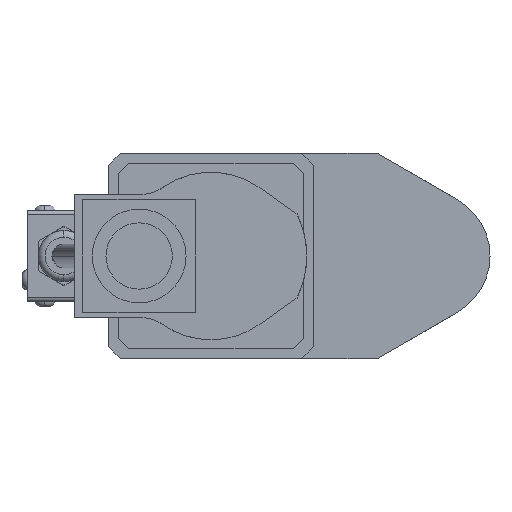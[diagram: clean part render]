
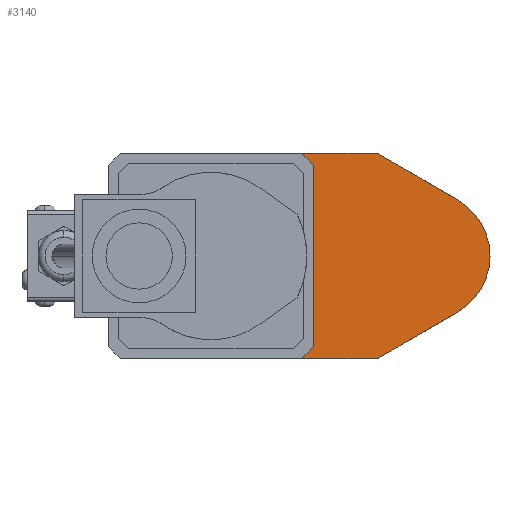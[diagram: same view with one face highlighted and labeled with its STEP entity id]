
A CAD part, left-side view. The second image highlights one B-rep face of the part: STEP entity #3140.
In plain terms, the highlighted planar face has unit normal (-1, 0, 0).
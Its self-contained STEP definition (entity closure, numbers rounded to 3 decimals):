
#33 = VECTOR ( 'NONE', #6301, 1000. ) ;
#315 = DIRECTION ( 'NONE',  ( 0., 0., 1. ) ) ;
#331 = EDGE_CURVE ( 'NONE', #11508, #626, #13149, .T. ) ;
#626 = VERTEX_POINT ( 'NONE', #10953 ) ;
#683 = ORIENTED_EDGE ( 'NONE', *, *, #12903, .T. ) ;
#711 = CARTESIAN_POINT ( 'NONE',  ( -163., 36.1, 30. ) ) ;
#755 = EDGE_CURVE ( 'NONE', #13271, #6435, #1071, .T. ) ;
#1071 = LINE ( 'NONE', #13123, #5269 ) ;
#1245 = EDGE_CURVE ( 'NONE', #12467, #11508, #11358, .T. ) ;
#1569 = LINE ( 'NONE', #12250, #3448 ) ;
#1604 = CARTESIAN_POINT ( 'NONE',  ( -163., 32.6, -26.5 ) ) ;
#1706 = DIRECTION ( 'NONE',  ( -1., 0., 0. ) ) ;
#2085 = LINE ( 'NONE', #711, #11814 ) ;
#2651 = EDGE_CURVE ( 'NONE', #6435, #11624, #2085, .T. ) ;
#2924 = VERTEX_POINT ( 'NONE', #7492 ) ;
#3080 = CARTESIAN_POINT ( 'NONE',  ( -163., 0., 0. ) ) ;
#3140 = ADVANCED_FACE ( 'NONE', ( #3404 ), #9194, .T. ) ;
#3404 = FACE_OUTER_BOUND ( 'NONE', #7892, .T. ) ;
#3448 = VECTOR ( 'NONE', #10876, 1000. ) ;
#3608 = ORIENTED_EDGE ( 'NONE', *, *, #2651, .T. ) ;
#3939 = EDGE_CURVE ( 'NONE', #4746, #13271, #9085, .T. ) ;
#4082 = AXIS2_PLACEMENT_3D ( 'NONE', #7827, #6422, #5046 ) ;
#4091 = CARTESIAN_POINT ( 'NONE',  ( -163., 36.1, 30. ) ) ;
#4193 = ORIENTED_EDGE ( 'NONE', *, *, #331, .T. ) ;
#4609 = ORIENTED_EDGE ( 'NONE', *, *, #755, .T. ) ;
#4746 = VERTEX_POINT ( 'NONE', #9435 ) ;
#5046 = DIRECTION ( 'NONE',  ( 0., 0., 1. ) ) ;
#5269 = VECTOR ( 'NONE', #11755, 1000. ) ;
#5754 = EDGE_CURVE ( 'NONE', #12467, #11624, #1569, .T. ) ;
#5761 = CARTESIAN_POINT ( 'NONE',  ( -163., 13.962, 30. ) ) ;
#6301 = DIRECTION ( 'NONE',  ( 0., 0.866, 0.5 ) ) ;
#6422 = DIRECTION ( 'NONE',  ( -1., 0., 0. ) ) ;
#6435 = VERTEX_POINT ( 'NONE', #4091 ) ;
#7492 = CARTESIAN_POINT ( 'NONE',  ( -163., -9.5, -16.454 ) ) ;
#7705 = CARTESIAN_POINT ( 'NONE',  ( -163., -9.5, 16.454 ) ) ;
#7827 = CARTESIAN_POINT ( 'NONE',  ( -163., 0., 0. ) ) ;
#7892 = EDGE_LOOP ( 'NONE', ( #10585, #13202, #4193, #683, #12136, #8188, #4609, #3608 ) ) ;
#8146 = DIRECTION ( 'NONE',  ( 0., -0.866, 0.5 ) ) ;
#8168 = VECTOR ( 'NONE', #10402, 1000. ) ;
#8188 = ORIENTED_EDGE ( 'NONE', *, *, #3939, .T. ) ;
#8607 = DIRECTION ( 'NONE',  ( 0., 0.707, -0.707 ) ) ;
#9085 = LINE ( 'NONE', #7705, #33 ) ;
#9194 = PLANE ( 'NONE',  #4082 ) ;
#9218 = EDGE_CURVE ( 'NONE', #2924, #4746, #9620, .T. ) ;
#9435 = CARTESIAN_POINT ( 'NONE',  ( -163., -9.5, 16.454 ) ) ;
#9504 = CARTESIAN_POINT ( 'NONE',  ( -163., 13.962, -30. ) ) ;
#9620 = CIRCLE ( 'NONE', #11915, 19. ) ;
#9990 = CARTESIAN_POINT ( 'NONE',  ( -163., 32.6, -26.5 ) ) ;
#10402 = DIRECTION ( 'NONE',  ( 0., -1., 0. ) ) ;
#10488 = CARTESIAN_POINT ( 'NONE',  ( -163., 32.6, 26.5 ) ) ;
#10585 = ORIENTED_EDGE ( 'NONE', *, *, #5754, .F. ) ;
#10876 = DIRECTION ( 'NONE',  ( 0., 0., 1. ) ) ;
#10916 = VECTOR ( 'NONE', #8607, 1000. ) ;
#10953 = CARTESIAN_POINT ( 'NONE',  ( -163., 13.962, -30. ) ) ;
#11358 = LINE ( 'NONE', #9990, #10916 ) ;
#11372 = VECTOR ( 'NONE', #8146, 1000. ) ;
#11508 = VERTEX_POINT ( 'NONE', #13092 ) ;
#11624 = VERTEX_POINT ( 'NONE', #10488 ) ;
#11755 = DIRECTION ( 'NONE',  ( 0., 1., 0. ) ) ;
#11783 = CARTESIAN_POINT ( 'NONE',  ( -163., 92.6, -30. ) ) ;
#11814 = VECTOR ( 'NONE', #12762, 1000. ) ;
#11915 = AXIS2_PLACEMENT_3D ( 'NONE', #3080, #1706, #315 ) ;
#12136 = ORIENTED_EDGE ( 'NONE', *, *, #9218, .T. ) ;
#12250 = CARTESIAN_POINT ( 'NONE',  ( -163., 32.6, -30. ) ) ;
#12261 = LINE ( 'NONE', #9504, #11372 ) ;
#12467 = VERTEX_POINT ( 'NONE', #1604 ) ;
#12762 = DIRECTION ( 'NONE',  ( 0., -0.707, -0.707 ) ) ;
#12903 = EDGE_CURVE ( 'NONE', #626, #2924, #12261, .T. ) ;
#13092 = CARTESIAN_POINT ( 'NONE',  ( -163., 36.1, -30. ) ) ;
#13123 = CARTESIAN_POINT ( 'NONE',  ( -163., 13.962, 30. ) ) ;
#13149 = LINE ( 'NONE', #11783, #8168 ) ;
#13202 = ORIENTED_EDGE ( 'NONE', *, *, #1245, .T. ) ;
#13271 = VERTEX_POINT ( 'NONE', #5761 ) ;
